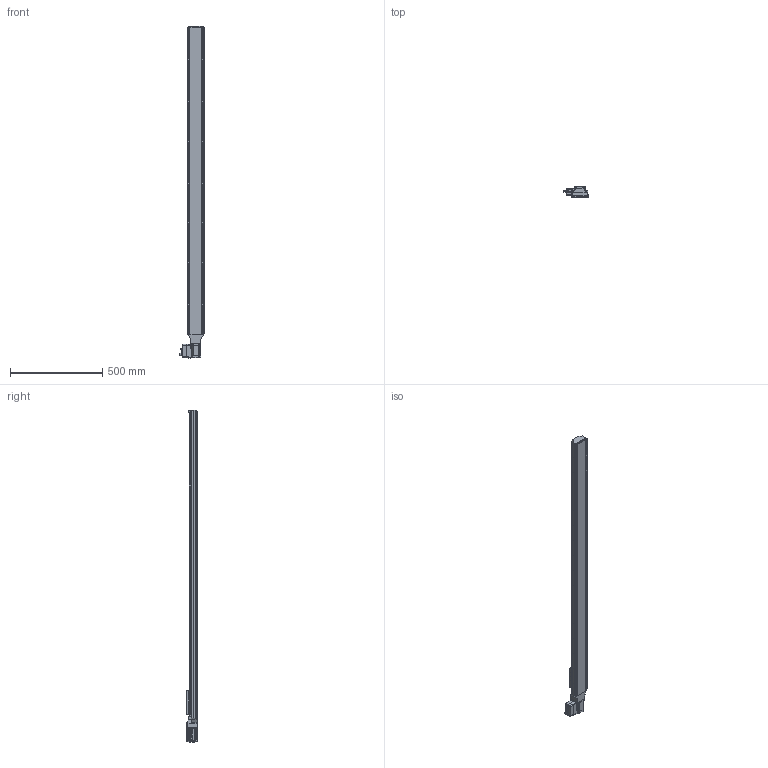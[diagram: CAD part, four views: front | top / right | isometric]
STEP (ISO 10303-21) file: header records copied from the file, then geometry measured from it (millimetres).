
FILE_DESCRIPTION (( 'STEP AP203' ), '1' );
FILE_NAME ('X-LRT1500xL-C.step', '2023-05-25T20:47:03', ( '' ), ( '' ), 'SwSTEP 2.0', 'SolidWorks 2019', '' );
FILE_SCHEMA (( 'CONFIG_CONTROL_DESIGN' ));
Length unit declared in the file: millimetre
Products named in the file (4): LRT_carriage^LRT_LRT; LRT_motor^LRT_X-LRT; LRT_base^LRT_LRT1500; X-LRT1500xL-C
Assembly tree (3 placements, depth 2):
  X-LRT1500xL-C
    LRT_base^LRT_LRT1500
    LRT_motor^LRT_X-LRT
    LRT_carriage^LRT_LRT
Bounding box: 131 x 58 x 1799 mm (x, y, z)
Volume: 6378585 mm3; surface area: 839442.8 mm2
Topology: 33 solids, 33 shells, 1154 faces, 3092 edges, 2046 vertices
Faces by surface type: plane 619, cylinder 503, bspline 18, cone 6, sphere 4, torus 4
Entity records: 37947 total; most frequent: CARTESIAN_POINT 8011, DIRECTION 6272, ORIENTED_EDGE 6152, EDGE_CURVE 3076, AXIS2_PLACEMENT_3D 2268, VERTEX_POINT 2038, LINE 1736, VECTOR 1736
